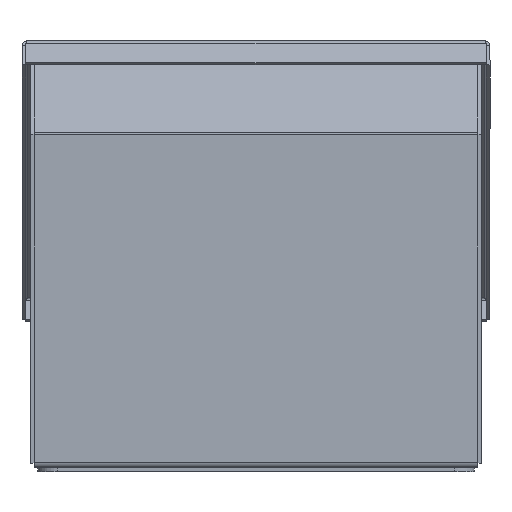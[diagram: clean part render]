
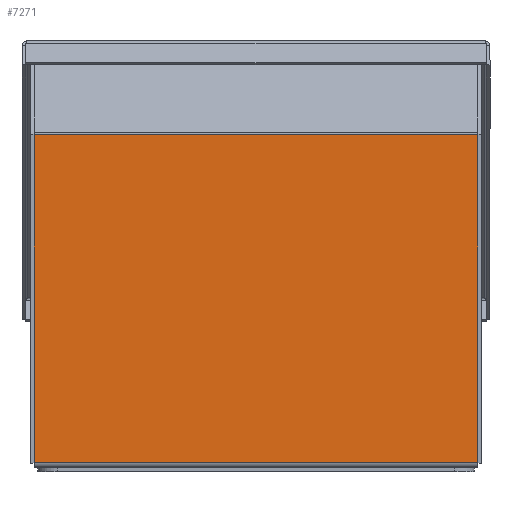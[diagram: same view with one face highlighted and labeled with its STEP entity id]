
A CAD part, left-side view. The second image highlights one B-rep face of the part: STEP entity #7271.
In plain terms, the highlighted planar face has unit normal (-1, 0, 0).
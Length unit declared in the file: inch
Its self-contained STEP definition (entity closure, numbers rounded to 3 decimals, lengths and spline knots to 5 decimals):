
#308=LINE('',#10511,#1050);
#314=LINE('',#10529,#1056);
#317=LINE('',#10536,#1059);
#319=LINE('',#10539,#1061);
#1050=VECTOR('',#8485,8.375);
#1056=VECTOR('',#8507,6.17655);
#1059=VECTOR('',#8514,6.17655);
#1061=VECTOR('',#8518,8.375);
#1733=PLANE('',#7714);
#2108=FACE_OUTER_BOUND('',#2513,.T.);
#2513=EDGE_LOOP('',(#5026,#5027,#5028,#5029));
#3202=VERTEX_POINT('',#10508);
#3203=VERTEX_POINT('',#10510);
#3207=VERTEX_POINT('',#10527);
#3209=VERTEX_POINT('',#10535);
#3892=EDGE_CURVE('',#3203,#3202,#308,.T.);
#3901=EDGE_CURVE('',#3207,#3202,#314,.T.);
#3904=EDGE_CURVE('',#3203,#3209,#317,.T.);
#3906=EDGE_CURVE('',#3207,#3209,#319,.T.);
#5026=ORIENTED_EDGE('',*,*,#3892,.T.);
#5027=ORIENTED_EDGE('',*,*,#3901,.F.);
#5028=ORIENTED_EDGE('',*,*,#3906,.T.);
#5029=ORIENTED_EDGE('',*,*,#3904,.F.);
#7271=ADVANCED_FACE('',(#2108),#1733,.F.);
#7714=AXIS2_PLACEMENT_3D('',#10553,#8534,#8535);
#8485=DIRECTION('',(0.,1.,0.));
#8507=DIRECTION('',(0.,0.,1.));
#8514=DIRECTION('',(0.,0.,-1.));
#8518=DIRECTION('',(0.,-1.,0.));
#8534=DIRECTION('center_axis',(1.,0.,0.));
#8535=DIRECTION('ref_axis',(0.,0.,-1.));
#10508=CARTESIAN_POINT('',(0.,8.375,6.2818));
#10510=CARTESIAN_POINT('',(0.,0.,
6.2818));
#10511=CARTESIAN_POINT('',(0.,2.09375,6.2818));
#10527=CARTESIAN_POINT('',(0.,8.375,0.10525));
#10529=CARTESIAN_POINT('',(0.,8.375,0.10525));
#10535=CARTESIAN_POINT('',(0.,0.,
0.10525));
#10536=CARTESIAN_POINT('',(0.,0.,
-0.09522));
#10539=CARTESIAN_POINT('',(0.,4.1875,0.10525));
#10553=CARTESIAN_POINT('Origin',(0.,4.1875,3.15751));
